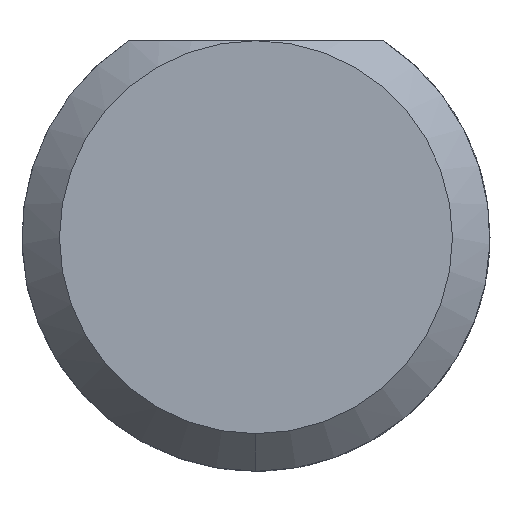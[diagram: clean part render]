
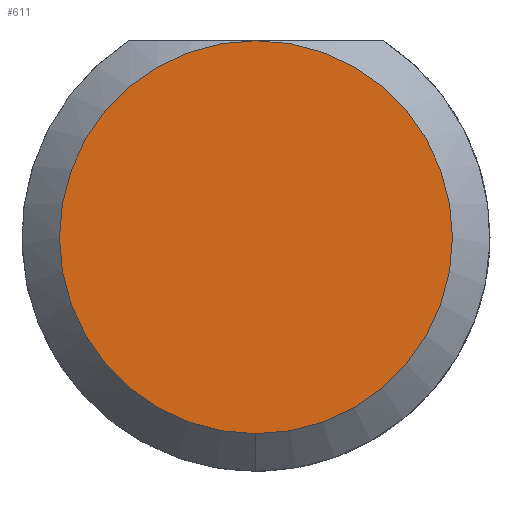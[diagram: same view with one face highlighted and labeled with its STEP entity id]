
A CAD part, left-side view. The second image highlights one B-rep face of the part: STEP entity #611.
In plain terms, the highlighted planar face has unit normal (-1, 0, 0).
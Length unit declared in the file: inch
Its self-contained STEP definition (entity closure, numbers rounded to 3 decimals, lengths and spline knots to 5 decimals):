
#8 = EDGE_CURVE ( 'NONE', #274, #718, #284, .T. ) ;
#71 = PLANE ( 'NONE',  #285 ) ;
#187 = ORIENTED_EDGE ( 'NONE', *, *, #631, .T. ) ;
#190 = FACE_OUTER_BOUND ( 'NONE', #615, .T. ) ;
#215 = DIRECTION ( 'NONE',  ( -1., 0., 0. ) ) ;
#223 = DIRECTION ( 'NONE',  ( 0., 0., -1. ) ) ;
#262 = AXIS2_PLACEMENT_3D ( 'NONE', #319, #463, #332 ) ;
#274 = VERTEX_POINT ( 'NONE', #322 ) ;
#284 = CIRCLE ( 'NONE', #795, 0.05235 ) ;
#285 = AXIS2_PLACEMENT_3D ( 'NONE', #779, #772, #575 ) ;
#319 = CARTESIAN_POINT ( 'NONE',  ( 0., 0., 0. ) ) ;
#322 = CARTESIAN_POINT ( 'NONE',  ( 0., 0., 0.05235 ) ) ;
#332 = DIRECTION ( 'NONE',  ( 0., 0., -1. ) ) ;
#418 = CIRCLE ( 'NONE', #262, 0.05235 ) ;
#463 = DIRECTION ( 'NONE',  ( -1., 0., 0. ) ) ;
#538 = CARTESIAN_POINT ( 'NONE',  ( 0., 0., 0. ) ) ;
#575 = DIRECTION ( 'NONE',  ( 0., 0., -1. ) ) ;
#590 = ORIENTED_EDGE ( 'NONE', *, *, #8, .T. ) ;
#611 = ADVANCED_FACE ( 'NONE', ( #190 ), #71, .F. ) ;
#615 = EDGE_LOOP ( 'NONE', ( #590, #187 ) ) ;
#631 = EDGE_CURVE ( 'NONE', #718, #274, #418, .T. ) ;
#644 = CARTESIAN_POINT ( 'NONE',  ( 0., 0., -0.05235 ) ) ;
#718 = VERTEX_POINT ( 'NONE', #644 ) ;
#772 = DIRECTION ( 'NONE',  ( 1., 0., 0. ) ) ;
#779 = CARTESIAN_POINT ( 'NONE',  ( 0., 0., 0. ) ) ;
#795 = AXIS2_PLACEMENT_3D ( 'NONE', #538, #215, #223 ) ;
